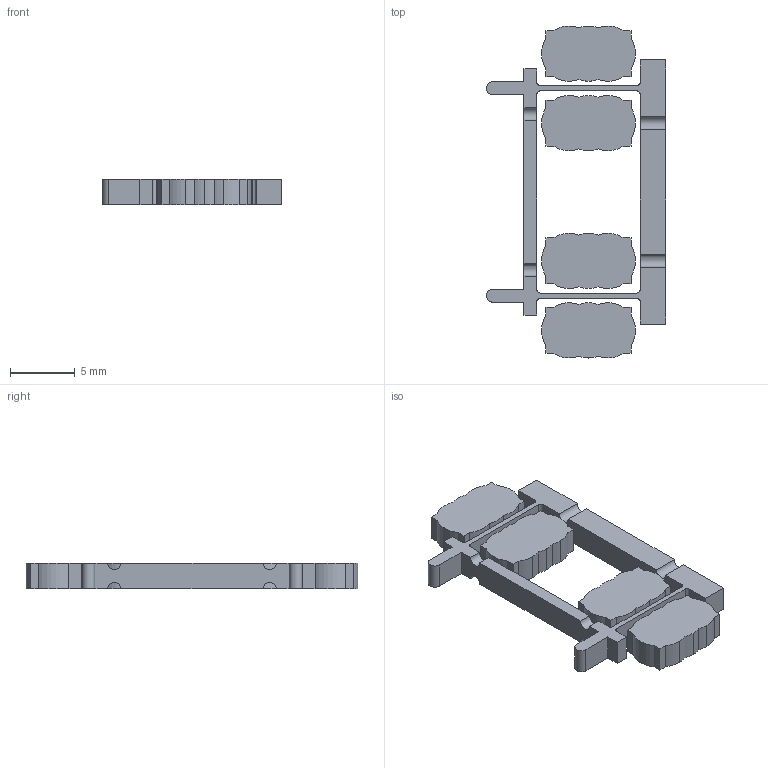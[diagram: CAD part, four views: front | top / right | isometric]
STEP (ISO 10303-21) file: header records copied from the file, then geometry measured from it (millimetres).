
FILE_DESCRIPTION(/* description */ (''),/* implementation_level */ '2;1');
FILE_NAME(/* name */ 'stiff hanger',/* time_stamp */ '2025-06-25T00:05:47-04:00',/* author */ (''),/* organization */ (''),/* preprocessor_version */ 'ST-DEVELOPER v19.2',/* originating_system */ 'Rhino 8.20',/* authorisation */ '');
FILE_SCHEMA (('CONFIG_CONTROL_DESIGN'));
Length unit declared in the file: millimetre
Products named in the file (1): Document
Bounding box: 13.84 x 25.62 x 2 mm (x, y, z)
Volume: 357.6 mm3; surface area: 780.1 mm2
Topology: 5 solids, 5 shells, 132 faces, 372 edges, 248 vertices
Faces by surface type: plane 70, cylinder 62
Entity records: 4370 total; most frequent: CARTESIAN_POINT 1250, ORIENTED_EDGE 744, DIRECTION 384, EDGE_CURVE 372, AXIS2_PLACEMENT_3D 258, VERTEX_POINT 248, B_SPLINE_CURVE_WITH_KNOTS 244, ADVANCED_FACE 132
